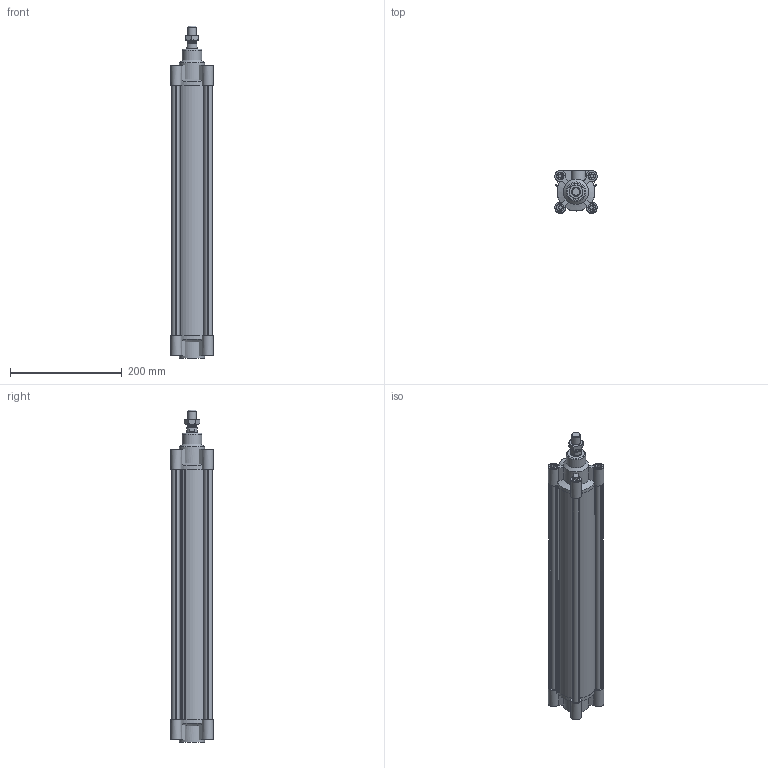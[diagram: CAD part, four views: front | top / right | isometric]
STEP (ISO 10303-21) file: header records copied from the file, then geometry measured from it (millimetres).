
FILE_DESCRIPTION((''),'2;1');
FILE_NAME('139#_63_0400_01.iam.stp','2012-01-28T08:02:13',(''),(''),'Autodesk Inventor 2012','Autodesk Inventor 2012','');
FILE_SCHEMA(('AUTOMOTIVE_DESIGN { 1 0 10303 214 1 1 1 1 }'));
Length unit declared in the file: millimetre
Products named in the file (6): 139#_63_0400_01; CPL063_004-400; CPL063-001-01; CPL063-002-01; CPL_63_0400; 1320_50_18F
Assembly tree (5 placements, depth 2):
  139#_63_0400_01
    CPL063_004-400
    CPL063-001-01
    CPL063-002-01
    CPL_63_0400
    1320_50_18F
Bounding box: 76 x 76 x 595.3 mm (x, y, z)
Volume: 1016899.7 mm3; surface area: 434285.6 mm2
Topology: 5 solids, 5 shells, 316 faces, 788 edges, 522 vertices
Faces by surface type: plane 210, cylinder 81, cone 24, torus 1
Full cylindrical faces by diameter (mm): 6.75 x8, 10 x2, 13 x8, 13.5 x8, 14.5 x2, 15.2 x2, 16 x1, 19.5 x1, 20 x2, 35 x1, 45 x2, 63 x4
Entity records: 9394 total; most frequent: CARTESIAN_POINT 1729, DIRECTION 1528, ORIENTED_EDGE 1450, EDGE_CURVE 725, AXIS2_PLACEMENT_3D 526, VERTEX_POINT 507, VECTOR 476, LINE 476
